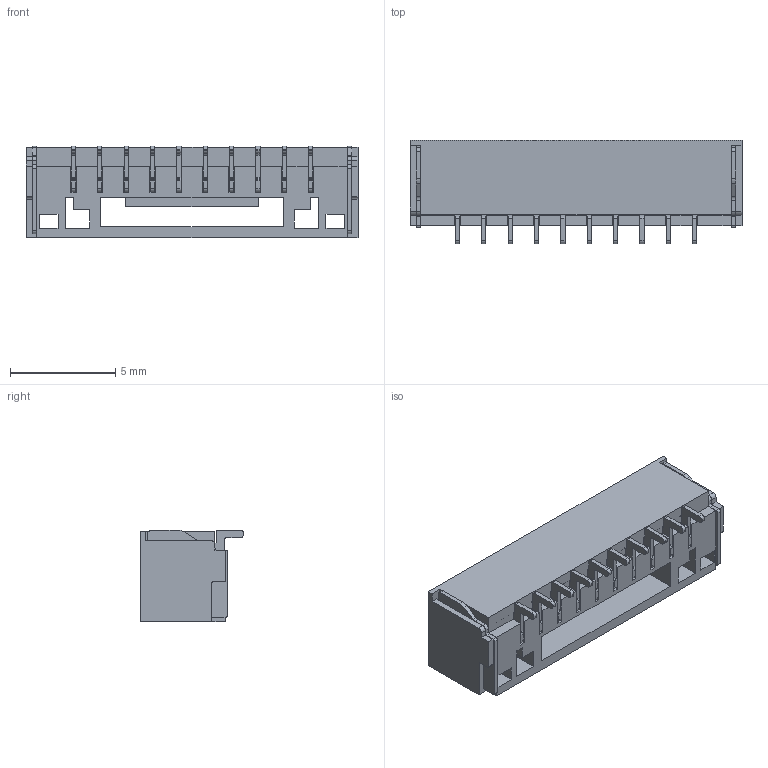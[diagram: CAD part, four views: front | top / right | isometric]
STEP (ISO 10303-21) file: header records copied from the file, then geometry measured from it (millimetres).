
FILE_DESCRIPTION((''),'2;1');
FILE_NAME('FWF12514-S10B24W5M','2025-07-24T',('工程三'),(''),'PRO/ENGINEER BY PARAMETRIC TECHNOLOGY CORPORATION, 2010280','PRO/ENGINEER BY PARAMETRIC TECHNOLOGY CORPORATION, 2010280','');
FILE_SCHEMA(('CONFIG_CONTROL_DESIGN'));
Length unit declared in the file: millimetre
Products named in the file (1): FWF12514-S10B24W5M
Bounding box: 15.75 x 4.9 x 4.35 mm (x, y, z)
Volume: 131.6 mm3; surface area: 838.8 mm2
Topology: 1 solids, 1 shells, 626 faces, 1776 edges, 1174 vertices
Faces by surface type: plane 516, cylinder 110
Entity records: 20160 total; most frequent: CARTESIAN_POINT 3582, ORIENTED_EDGE 3552, DIRECTION 3246, EDGE_CURVE 1776, VECTOR 1554, LINE 1554, VERTEX_POINT 1174, AXIS2_PLACEMENT_3D 846
